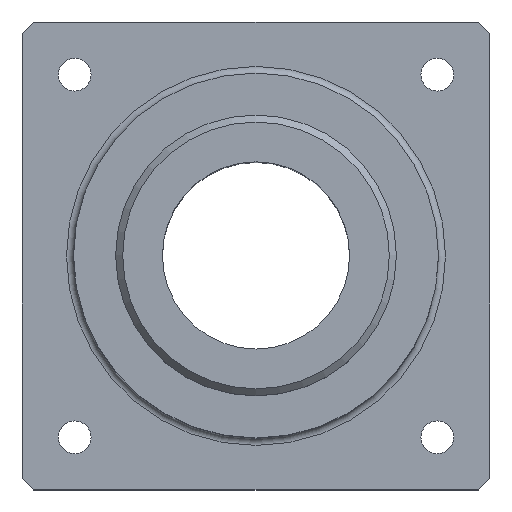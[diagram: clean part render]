
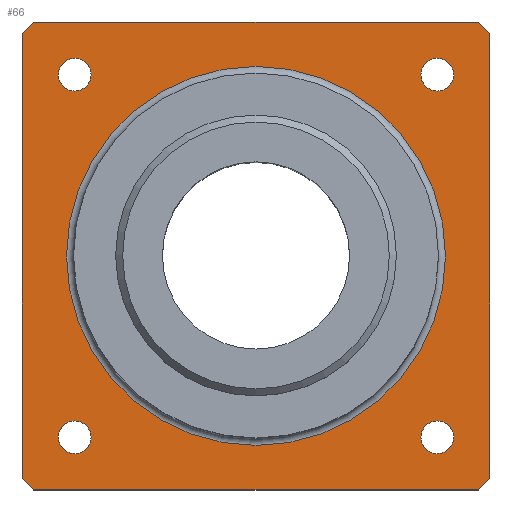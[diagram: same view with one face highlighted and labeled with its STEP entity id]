
A CAD part, top view. The second image highlights one B-rep face of the part: STEP entity #66.
In plain terms, the highlighted planar face has unit normal (0, 0, 1).
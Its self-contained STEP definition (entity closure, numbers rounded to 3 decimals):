
#66 = ADVANCED_FACE( '', ( #148, #149, #150, #151, #152, #153 ), #154, .T. );
#148 = FACE_OUTER_BOUND( '', #251, .T. );
#149 = FACE_BOUND( '', #252, .T. );
#150 = FACE_BOUND( '', #253, .T. );
#151 = FACE_BOUND( '', #254, .T. );
#152 = FACE_BOUND( '', #255, .T. );
#153 = FACE_BOUND( '', #256, .T. );
#154 = PLANE( '', #257 );
#251 = EDGE_LOOP( '', ( #369, #370, #371, #372, #373, #374, #375, #376 ) );
#252 = EDGE_LOOP( '', ( #377 ) );
#253 = EDGE_LOOP( '', ( #378 ) );
#254 = EDGE_LOOP( '', ( #379 ) );
#255 = EDGE_LOOP( '', ( #380 ) );
#256 = EDGE_LOOP( '', ( #381 ) );
#257 = AXIS2_PLACEMENT_3D( '', #382, #383, #384 );
#369 = ORIENTED_EDGE( '', *, *, #500, .T. );
#370 = ORIENTED_EDGE( '', *, *, #520, .T. );
#371 = ORIENTED_EDGE( '', *, *, #521, .T. );
#372 = ORIENTED_EDGE( '', *, *, #522, .T. );
#373 = ORIENTED_EDGE( '', *, *, #523, .T. );
#374 = ORIENTED_EDGE( '', *, *, #524, .T. );
#375 = ORIENTED_EDGE( '', *, *, #525, .T. );
#376 = ORIENTED_EDGE( '', *, *, #526, .T. );
#377 = ORIENTED_EDGE( '', *, *, #517, .F. );
#378 = ORIENTED_EDGE( '', *, *, #527, .F. );
#379 = ORIENTED_EDGE( '', *, *, #528, .F. );
#380 = ORIENTED_EDGE( '', *, *, #529, .F. );
#381 = ORIENTED_EDGE( '', *, *, #508, .T. );
#382 = CARTESIAN_POINT( '', ( 0., 0., 26. ) );
#383 = DIRECTION( '', ( 0., 0., 1. ) );
#384 = DIRECTION( '', ( 1., 0., 0. ) );
#500 = EDGE_CURVE( '', #572, #570, #573, .T. );
#508 = EDGE_CURVE( '', #584, #584, #585, .T. );
#517 = EDGE_CURVE( '', #598, #598, #599, .T. );
#520 = EDGE_CURVE( '', #570, #603, #604, .T. );
#521 = EDGE_CURVE( '', #603, #605, #606, .T. );
#522 = EDGE_CURVE( '', #605, #607, #608, .T. );
#523 = EDGE_CURVE( '', #607, #609, #610, .T. );
#524 = EDGE_CURVE( '', #609, #611, #612, .T. );
#525 = EDGE_CURVE( '', #611, #613, #614, .T. );
#526 = EDGE_CURVE( '', #613, #572, #615, .T. );
#527 = EDGE_CURVE( '', #616, #616, #617, .T. );
#528 = EDGE_CURVE( '', #618, #618, #619, .T. );
#529 = EDGE_CURVE( '', #620, #620, #621, .T. );
#570 = VERTEX_POINT( '', #673 );
#572 = VERTEX_POINT( '', #676 );
#573 = LINE( '', #677, #678 );
#584 = VERTEX_POINT( '', #690 );
#585 = CIRCLE( '', #691, 81. );
#598 = VERTEX_POINT( '', #704 );
#599 = CIRCLE( '', #705, 7. );
#603 = VERTEX_POINT( '', #709 );
#604 = LINE( '', #710, #711 );
#605 = VERTEX_POINT( '', #712 );
#606 = LINE( '', #713, #714 );
#607 = VERTEX_POINT( '', #715 );
#608 = LINE( '', #716, #717 );
#609 = VERTEX_POINT( '', #718 );
#610 = LINE( '', #719, #720 );
#611 = VERTEX_POINT( '', #721 );
#612 = LINE( '', #722, #723 );
#613 = VERTEX_POINT( '', #724 );
#614 = LINE( '', #725, #726 );
#615 = LINE( '', #727, #728 );
#616 = VERTEX_POINT( '', #729 );
#617 = CIRCLE( '', #730, 7. );
#618 = VERTEX_POINT( '', #731 );
#619 = CIRCLE( '', #732, 7. );
#620 = VERTEX_POINT( '', #733 );
#621 = CIRCLE( '', #734, 7. );
#673 = CARTESIAN_POINT( '', ( -100., 195., 26. ) );
#676 = CARTESIAN_POINT( '', ( -95., 200., 26. ) );
#677 = CARTESIAN_POINT( '', ( -95., 200., 26. ) );
#678 = VECTOR( '', #797, 1000. );
#690 = CARTESIAN_POINT( '', ( -81., 100., 26. ) );
#691 = AXIS2_PLACEMENT_3D( '', #808, #809, #810 );
#704 = CARTESIAN_POINT( '', ( 84.5, 177.5, 26. ) );
#705 = AXIS2_PLACEMENT_3D( '', #823, #824, #825 );
#709 = CARTESIAN_POINT( '', ( -100., 5., 26. ) );
#710 = CARTESIAN_POINT( '', ( -100., 195., 26. ) );
#711 = VECTOR( '', #829, 1000. );
#712 = CARTESIAN_POINT( '', ( -95., 0., 26. ) );
#713 = CARTESIAN_POINT( '', ( -100., 5., 26. ) );
#714 = VECTOR( '', #830, 1000. );
#715 = CARTESIAN_POINT( '', ( 95., 0., 26. ) );
#716 = CARTESIAN_POINT( '', ( -95., 0., 26. ) );
#717 = VECTOR( '', #831, 1000. );
#718 = CARTESIAN_POINT( '', ( 100., 5., 26. ) );
#719 = CARTESIAN_POINT( '', ( 95., 0., 26. ) );
#720 = VECTOR( '', #832, 1000. );
#721 = CARTESIAN_POINT( '', ( 100., 195., 26. ) );
#722 = CARTESIAN_POINT( '', ( 100., 5., 26. ) );
#723 = VECTOR( '', #833, 1000. );
#724 = CARTESIAN_POINT( '', ( 95., 200., 26. ) );
#725 = CARTESIAN_POINT( '', ( 100., 195., 26. ) );
#726 = VECTOR( '', #834, 1000. );
#727 = CARTESIAN_POINT( '', ( 95., 200., 26. ) );
#728 = VECTOR( '', #835, 1000. );
#729 = CARTESIAN_POINT( '', ( 84.5, 22.5, 26. ) );
#730 = AXIS2_PLACEMENT_3D( '', #836, #837, #838 );
#731 = CARTESIAN_POINT( '', ( -70.5, 177.5, 26. ) );
#732 = AXIS2_PLACEMENT_3D( '', #839, #840, #841 );
#733 = CARTESIAN_POINT( '', ( -70.5, 22.5, 26. ) );
#734 = AXIS2_PLACEMENT_3D( '', #842, #843, #844 );
#797 = DIRECTION( '', ( -0.707, -0.707, 0. ) );
#808 = CARTESIAN_POINT( '', ( 0., 100., 26. ) );
#809 = DIRECTION( '', ( 0., 0., -1. ) );
#810 = DIRECTION( '', ( -1., 0., 0. ) );
#823 = CARTESIAN_POINT( '', ( 77.5, 177.5, 26. ) );
#824 = DIRECTION( '', ( 0., 0., 1. ) );
#825 = DIRECTION( '', ( 1., 0., 0. ) );
#829 = DIRECTION( '', ( 0., -1., 0. ) );
#830 = DIRECTION( '', ( 0.707, -0.707, 0. ) );
#831 = DIRECTION( '', ( 1., 0., 0. ) );
#832 = DIRECTION( '', ( 0.707, 0.707, 0. ) );
#833 = DIRECTION( '', ( 0., 1., 0. ) );
#834 = DIRECTION( '', ( -0.707, 0.707, 0. ) );
#835 = DIRECTION( '', ( -1., 0., 0. ) );
#836 = CARTESIAN_POINT( '', ( 77.5, 22.5, 26. ) );
#837 = DIRECTION( '', ( 0., 0., 1. ) );
#838 = DIRECTION( '', ( 1., 0., 0. ) );
#839 = CARTESIAN_POINT( '', ( -77.5, 177.5, 26. ) );
#840 = DIRECTION( '', ( 0., 0., 1. ) );
#841 = DIRECTION( '', ( 1., 0., 0. ) );
#842 = CARTESIAN_POINT( '', ( -77.5, 22.5, 26. ) );
#843 = DIRECTION( '', ( 0., 0., 1. ) );
#844 = DIRECTION( '', ( 1., 0., 0. ) );
